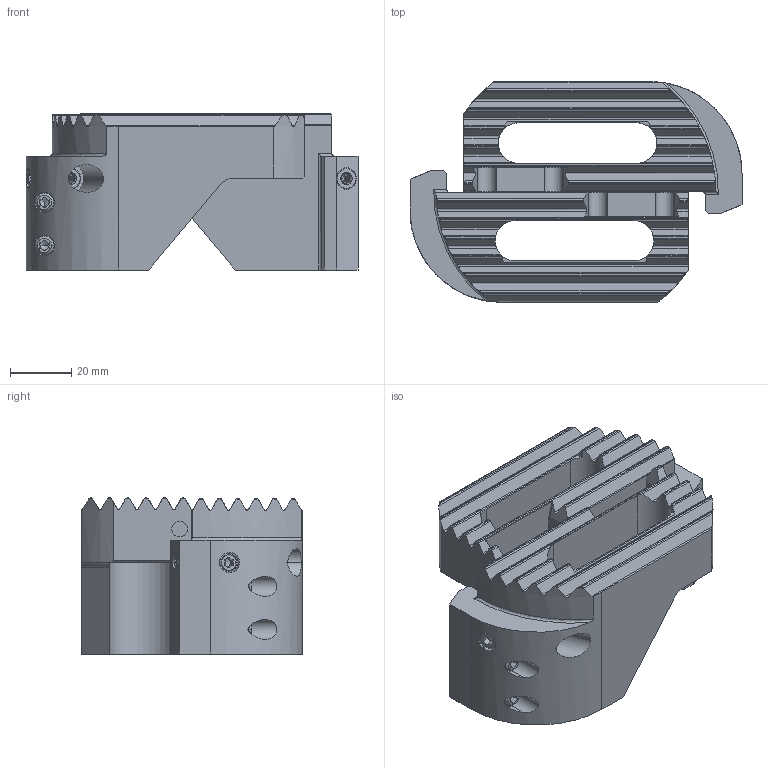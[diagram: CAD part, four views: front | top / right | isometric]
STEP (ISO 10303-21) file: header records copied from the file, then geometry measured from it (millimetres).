
FILE_DESCRIPTION(('no description'),'unknown implementation level');
FILE_NAME('A144E5AA-E181-4319-9DBD-CC67E417439D_export.stp',' ',('CIMSOURCE GmbH'),('CADClick - KiM GmbH - www.kimweb.de'),'unknown preprocess','ACIS','unknown authorization');
FILE_SCHEMA(('automotive_design'));
Length unit declared in the file: millimetre
Products named in the file (10): 639.673 KAISER Stirnstechhalter SSH 98-126 SW98 SET|639.672 KAISER Stirnstechhalter SSH 98-126 SW98 L|690.912 KAISER Gewindestift M6x16 DIN 913;Schnitt-Rotation1; 639.673 KAISER Stirnstechhalter SSH 98-126 SW98 SET|639.672 KAISER Stirnstechhalter SSH 98-126 SW98 L|690.400 KAISER ELT M6x6-45H;Schnitt-Linear austragen2; 639.673 KAISER Stirnstechhalter SSH 98-126 SW98 SET|639.672 KAISER Stirnstechhalter SSH 98-126 SW98 L|639.690 KAISER Verstellbolzen SW53-148;Spiegeln1; 639.673 KAISER Stirnstechhalter SSH 98-126 SW98 SET|639.672 KAISER Stirnstechhalter SSH 98-126 SW98 L|639.672 KAISER Stirnstechhalter SSH 98-126 SW98 L;Freistellung Verstellung vorne; 639.673 KAISER Stirnstechhalter SSH 98-126 SW98 SET|639.671 KAISER Stirnstechhalter SSH 98-126 SW98 S|690.912 KAISER Gewindestift M6x16 DIN 913;Schnitt-Rotation1; 639.673 KAISER Stirnstechhalter SSH 98-126 SW98 SET|639.671 KAISER Stirnstechhalter SSH 98-126 SW98 S|690.400 KAISER ELT M6x6-45H;Schnitt-Linear austragen2; 639.673 KAISER Stirnstechhalter SSH 98-126 SW98 SET|639.671 KAISER Stirnstechhalter SSH 98-126 SW98 S|639.690 KAISER Verstellbolzen SW53-148;Spiegeln1; 639.673 KAISER Stirnstechhalter SSH 98-126 SW98 SET|639.671 KAISER Stirnstechhalter SSH 98-126 SW98 S|639.671 KAISER Stirnstechhalter SSH 98-126 SW98 S;Freistellung Verstellung vorne
Bounding box: 107.99 x 71.8 x 50.75 mm (x, y, z)
Volume: 140797.7 mm3; surface area: 46294.4 mm2
Topology: 10 solids, 10 shells, 568 faces, 1474 edges, 907 vertices
Faces by surface type: plane 266, cylinder 192, cone 102, torus 8
Entity records: 35307 total; most frequent: CARTESIAN_POINT 5401, STYLED_ITEM 2933, PRESENTATION_STYLE_ASSIGNMENT 2933, COLOUR_RGB 2933, ORIENTED_EDGE 2896, DIRECTION 2678, EDGE_CURVE 1448, CURVE_STYLE 1448
